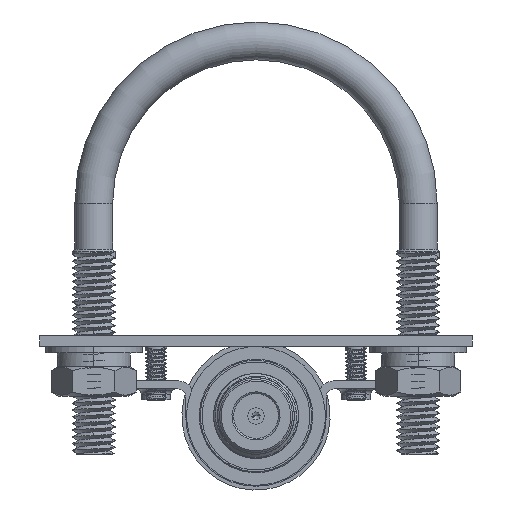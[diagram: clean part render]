
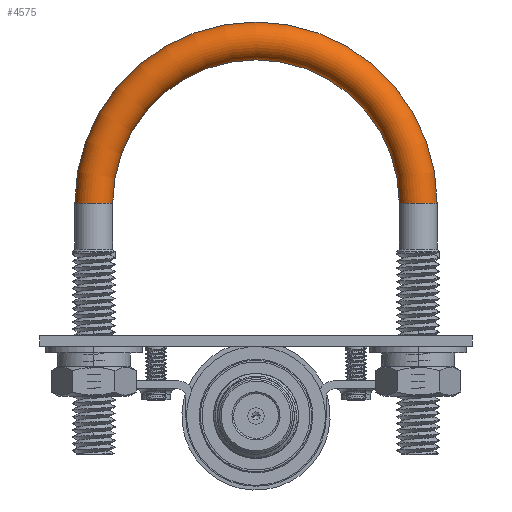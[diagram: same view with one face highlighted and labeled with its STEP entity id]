
A CAD part, front view. The second image highlights one B-rep face of the part: STEP entity #4575.
In plain terms, the highlighted toroidal (fillet/blend) face has major radius 30 mm and minor radius 3.5 mm.
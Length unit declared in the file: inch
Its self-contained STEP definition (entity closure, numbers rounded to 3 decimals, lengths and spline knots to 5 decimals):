
#480 = CARTESIAN_POINT ( 'NONE',  ( 1.1811, 1.83071, 0. ) ) ;
#567 = CARTESIAN_POINT ( 'NONE',  ( -1.3189, 1.83071, 0. ) ) ;
#767 = EDGE_CURVE ( 'NONE', #19313, #31794, #29165, .T. ) ;
#2371 = DIRECTION ( 'NONE',  ( 0., 0., 1. ) ) ;
#2410 = CIRCLE ( 'NONE', #26185, 1.3189 ) ;
#3079 = TOROIDAL_SURFACE ( 'NONE', #13265, 1.1811, 0.1378 ) ;
#3203 = DIRECTION ( 'NONE',  ( -1., 0., 0. ) ) ;
#4575 = ADVANCED_FACE ( 'NONE', ( #18938 ), #3079, .T. ) ;
#4986 = EDGE_CURVE ( 'NONE', #14331, #31794, #2410, .T. ) ;
#6417 = CIRCLE ( 'NONE', #18654, 0.1378 ) ;
#9507 = CIRCLE ( 'NONE', #22435, 1.04331 ) ;
#9780 = CARTESIAN_POINT ( 'NONE',  ( 0., 1.83071, 0. ) ) ;
#10520 = EDGE_CURVE ( 'NONE', #24217, #14331, #6417, .T. ) ;
#11002 = ORIENTED_EDGE ( 'NONE', *, *, #32798, .F. ) ;
#11722 = DIRECTION ( 'NONE',  ( 1., 0., 0. ) ) ;
#12345 = CARTESIAN_POINT ( 'NONE',  ( 0., 1.83071, 0. ) ) ;
#13221 = DIRECTION ( 'NONE',  ( -1., 0., 0. ) ) ;
#13265 = AXIS2_PLACEMENT_3D ( 'NONE', #9780, #22559, #3203 ) ;
#14331 = VERTEX_POINT ( 'NONE', #22466 ) ;
#14381 = DIRECTION ( 'NONE',  ( 0., -1., 0. ) ) ;
#16412 = DIRECTION ( 'NONE',  ( 0., 1., 0. ) ) ;
#17881 = CARTESIAN_POINT ( 'NONE',  ( -1.04331, 1.83071, 0. ) ) ;
#18654 = AXIS2_PLACEMENT_3D ( 'NONE', #480, #16412, #13221 ) ;
#18938 = FACE_OUTER_BOUND ( 'NONE', #20012, .T. ) ;
#19313 = VERTEX_POINT ( 'NONE', #17881 ) ;
#20012 = EDGE_LOOP ( 'NONE', ( #30658, #32555, #11002, #31832 ) ) ;
#20144 = DIRECTION ( 'NONE',  ( 1., 0., 0. ) ) ;
#22435 = AXIS2_PLACEMENT_3D ( 'NONE', #23355, #36559, #20144 ) ;
#22466 = CARTESIAN_POINT ( 'NONE',  ( 1.3189, 1.83071, 0. ) ) ;
#22559 = DIRECTION ( 'NONE',  ( 0., 0., 1. ) ) ;
#23355 = CARTESIAN_POINT ( 'NONE',  ( 0., 1.83071, 0. ) ) ;
#24217 = VERTEX_POINT ( 'NONE', #26379 ) ;
#26185 = AXIS2_PLACEMENT_3D ( 'NONE', #12345, #2371, #11722 ) ;
#26379 = CARTESIAN_POINT ( 'NONE',  ( 1.04331, 1.83071, 0. ) ) ;
#27393 = CARTESIAN_POINT ( 'NONE',  ( -1.1811, 1.83071, 0. ) ) ;
#29165 = CIRCLE ( 'NONE', #40673, 0.1378 ) ;
#30658 = ORIENTED_EDGE ( 'NONE', *, *, #4986, .T. ) ;
#31794 = VERTEX_POINT ( 'NONE', #567 ) ;
#31832 = ORIENTED_EDGE ( 'NONE', *, *, #10520, .T. ) ;
#32555 = ORIENTED_EDGE ( 'NONE', *, *, #767, .F. ) ;
#32798 = EDGE_CURVE ( 'NONE', #24217, #19313, #9507, .T. ) ;
#36559 = DIRECTION ( 'NONE',  ( 0., 0., 1. ) ) ;
#39976 = DIRECTION ( 'NONE',  ( 1., 0., 0. ) ) ;
#40673 = AXIS2_PLACEMENT_3D ( 'NONE', #27393, #14381, #39976 ) ;
